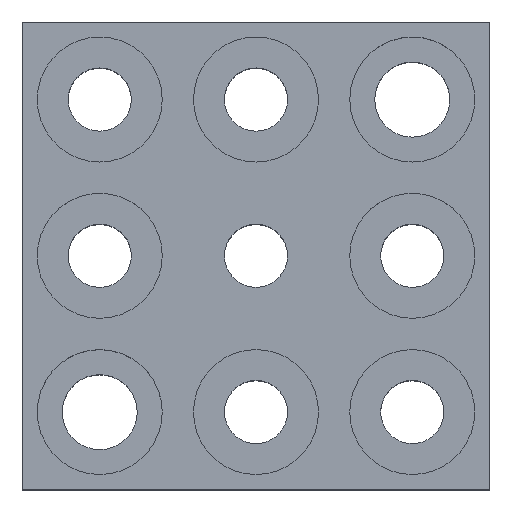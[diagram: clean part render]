
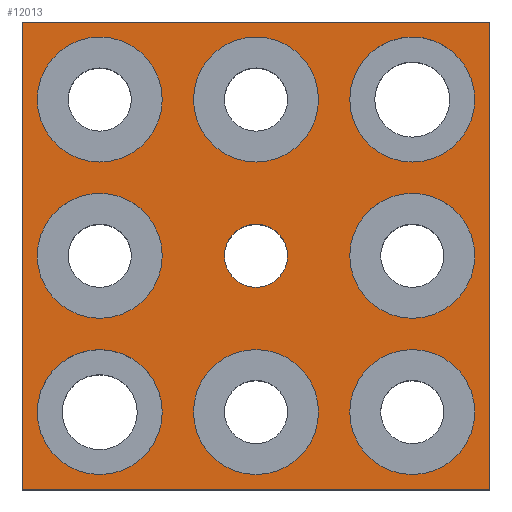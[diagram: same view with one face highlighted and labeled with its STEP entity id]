
A CAD part, top view. The second image highlights one B-rep face of the part: STEP entity #12013.
In plain terms, the highlighted planar face has unit normal (0, 0, 1).
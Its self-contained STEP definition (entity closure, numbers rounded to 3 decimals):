
#5261=EDGE_CURVE('',#13115,#7103,#15730,.T.);
#5377=VERTEX_POINT('',#15862);
#5925=VERTEX_POINT('',#16485);
#6169=EDGE_CURVE('',#5925,#5377,#16769,.T.);
#6173=EDGE_CURVE('',#8649,#7503,#16773,.T.);
#6301=VERTEX_POINT('',#16911);
#6373=VERTEX_POINT('',#16994);
#6491=EDGE_CURVE('',#13529,#9121,#17131,.T.);
#6931=EDGE_CURVE('',#9417,#12583,#17617,.T.);
#7103=VERTEX_POINT('',#17815);
#7483=EDGE_CURVE('',#8443,#13737,#18242,.T.);
#7503=VERTEX_POINT('',#18264);
#7795=EDGE_CURVE('',#9121,#13529,#18594,.T.);
#8129=VERTEX_POINT('',#18969);
#8443=VERTEX_POINT('',#19321);
#8597=EDGE_CURVE('',#13737,#8443,#19497,.T.);
#8649=VERTEX_POINT('',#19555);
#8907=VERTEX_POINT('',#19848);
#9011=EDGE_CURVE('',#12583,#13405,#19967,.T.);
#9121=VERTEX_POINT('',#20089);
#9407=EDGE_CURVE('',#10245,#6373,#20415,.T.);
#9417=VERTEX_POINT('',#20425);
#9939=EDGE_CURVE('',#15439,#9417,#21012,.T.);
#10129=EDGE_CURVE('',#8129,#11219,#21223,.T.);
#10245=VERTEX_POINT('',#21353);
#10349=EDGE_CURVE('',#5377,#5925,#21469,.T.);
#11043=EDGE_CURVE('',#14189,#12427,#22253,.T.);
#11069=EDGE_CURVE('',#6301,#8907,#22281,.T.);
#11219=VERTEX_POINT('',#22453);
#11375=EDGE_CURVE('',#8907,#6301,#22628,.T.);
#11913=EDGE_CURVE('',#7503,#8649,#23230,.T.);
#11977=EDGE_CURVE('',#11219,#8129,#23299,.T.);
#12013=ADVANCED_FACE('',(#23339,#23340,#23341,#23342,#23343,#23344,#23345,#23346,#23347,#23348),#23349,.T.);
#12427=VERTEX_POINT('',#23813);
#12543=EDGE_CURVE('',#6373,#10245,#23944,.T.);
#12583=VERTEX_POINT('',#23992);
#13115=VERTEX_POINT('',#24591);
#13135=EDGE_CURVE('',#12427,#14189,#24612,.T.);
#13405=VERTEX_POINT('',#24912);
#13431=EDGE_CURVE('',#7103,#13115,#24941,.T.);
#13529=VERTEX_POINT('',#25051);
#13737=VERTEX_POINT('',#25294);
#13757=EDGE_CURVE('',#13405,#15439,#25315,.T.);
#14189=VERTEX_POINT('',#25802);
#15439=VERTEX_POINT('',#27200);
#15730=CIRCLE('',#27511,10.0);
#15862=CARTESIAN_POINT('',(40.0,50.0,40.0));
#16485=CARTESIAN_POINT('',(60.0,50.0,40.0));
#16769=CIRCLE('',#28819,10.0);
#16773=CIRCLE('',#28824,5.053);
#16911=CARTESIAN_POINT('',(35.0,50.0,40.0));
#16994=CARTESIAN_POINT('',(15.0,0.,40.0));
#17131=CIRCLE('',#29289,10.0);
#17617=LINE('',#29936,#29937);
#17815=CARTESIAN_POINT('',(-10.0,50.0,40.0));
#18242=CIRCLE('',#30735,10.0);
#18264=CARTESIAN_POINT('',(30.053,25.0,40.0));
#18594=CIRCLE('',#31188,10.0);
#18969=CARTESIAN_POINT('',(60.0,25.0,40.0));
#19321=CARTESIAN_POINT('',(60.0,0.,40.0));
#19497=CIRCLE('',#32386,10.0);
#19555=CARTESIAN_POINT('',(19.947,25.0,40.0));
#19848=CARTESIAN_POINT('',(15.0,50.0,40.0));
#19967=LINE('',#32970,#32971);
#20089=CARTESIAN_POINT('',(-10.0,0.,40.0));
#20415=CIRCLE('',#33553,10.0);
#20425=CARTESIAN_POINT('',(62.4,62.4,40.0));
#21012=LINE('',#34338,#34339);
#21223=CIRCLE('',#34615,10.0);
#21353=CARTESIAN_POINT('',(35.0,0.,40.0));
#21469=CIRCLE('',#34945,10.0);
#22253=CIRCLE('',#35945,10.0);
#22281=CIRCLE('',#35985,10.0);
#22453=CARTESIAN_POINT('',(40.0,25.0,40.0));
#22628=CIRCLE('',#36427,10.0);
#23230=CIRCLE('',#37206,5.053);
#23299=CIRCLE('',#37297,10.0);
#23339=FACE_BOUND('',#37347,.T.);
#23340=FACE_BOUND('',#37348,.T.);
#23341=FACE_BOUND('',#37349,.T.);
#23342=FACE_BOUND('',#37350,.T.);
#23343=FACE_BOUND('',#37351,.T.);
#23344=FACE_BOUND('',#37352,.T.);
#23345=FACE_BOUND('',#37353,.T.);
#23346=FACE_BOUND('',#37354,.T.);
#23347=FACE_BOUND('',#37355,.T.);
#23348=FACE_OUTER_BOUND('',#37356,.T.);
#23349=PLANE('',#37357);
#23813=CARTESIAN_POINT('',(10.0,25.0,40.0));
#23944=CIRCLE('',#38131,10.0);
#23992=CARTESIAN_POINT('',(62.4,-12.4,40.0));
#24591=CARTESIAN_POINT('',(10.0,50.0,40.0));
#24612=CIRCLE('',#38968,10.0);
#24912=CARTESIAN_POINT('',(-12.4,-12.4,40.0));
#24941=CIRCLE('',#39398,10.0);
#25051=CARTESIAN_POINT('',(10.0,0.,40.0));
#25294=CARTESIAN_POINT('',(40.0,0.0,40.0));
#25315=LINE('',#39874,#39875);
#25802=CARTESIAN_POINT('',(-10.0,25.0,40.0));
#27200=CARTESIAN_POINT('',(-12.4,62.4,40.0));
#27511=AXIS2_PLACEMENT_3D('',#42694,#42695,#42696);
#28819=AXIS2_PLACEMENT_3D('',#44266,#44267,#44268);
#28824=AXIS2_PLACEMENT_3D('',#44269,#44270,#44271);
#29289=AXIS2_PLACEMENT_3D('',#44765,#44766,#44767);
#29936=CARTESIAN_POINT('',(62.4,-12.4,40.0));
#29937=VECTOR('',#45396,1.0);
#30735=AXIS2_PLACEMENT_3D('',#46299,#46300,#46301);
#31188=AXIS2_PLACEMENT_3D('',#46806,#46807,#46808);
#32386=AXIS2_PLACEMENT_3D('',#48101,#48102,#48103);
#32970=CARTESIAN_POINT('',(-12.4,-12.4,40.0));
#32971=VECTOR('',#48791,1.0);
#33553=AXIS2_PLACEMENT_3D('',#49427,#49428,#49429);
#34338=CARTESIAN_POINT('',(62.4,62.4,40.0));
#34339=VECTOR('',#50255,1.0);
#34615=AXIS2_PLACEMENT_3D('',#50506,#50507,#50508);
#34945=AXIS2_PLACEMENT_3D('',#50858,#50859,#50860);
#35945=AXIS2_PLACEMENT_3D('',#51991,#51992,#51993);
#35985=AXIS2_PLACEMENT_3D('',#52033,#52034,#52035);
#36427=AXIS2_PLACEMENT_3D('',#52536,#52537,#52538);
#37206=AXIS2_PLACEMENT_3D('',#53379,#53380,#53381);
#37297=AXIS2_PLACEMENT_3D('',#53465,#53466,#53467);
#37347=EDGE_LOOP('',(#53521,#53522));
#37348=EDGE_LOOP('',(#53523,#53524));
#37349=EDGE_LOOP('',(#53525,#53526));
#37350=EDGE_LOOP('',(#53527,#53528));
#37351=EDGE_LOOP('',(#53529,#53530));
#37352=EDGE_LOOP('',(#53531,#53532));
#37353=EDGE_LOOP('',(#53533,#53534));
#37354=EDGE_LOOP('',(#53535,#53536));
#37355=EDGE_LOOP('',(#53537,#53538));
#37356=EDGE_LOOP('',(#53539,#53540,#53541,#53542));
#37357=AXIS2_PLACEMENT_3D('',#53543,#53544,#53545);
#38131=AXIS2_PLACEMENT_3D('',#54346,#54347,#54348);
#38968=AXIS2_PLACEMENT_3D('',#55248,#55249,#55250);
#39398=AXIS2_PLACEMENT_3D('',#55710,#55711,#55712);
#39874=CARTESIAN_POINT('',(-12.4,62.4,40.0));
#39875=VECTOR('',#56287,1.0);
#42694=CARTESIAN_POINT('',(0.0,50.0,40.0));
#42695=DIRECTION('',(0.0,0.0,-1.0));
#42696=DIRECTION('',(1.0,0.0,0.0));
#44266=CARTESIAN_POINT('',(50.0,50.0,40.0));
#44267=DIRECTION('',(0.0,0.0,-1.0));
#44268=DIRECTION('',(1.0,0.0,0.0));
#44269=CARTESIAN_POINT('',(25.0,25.0,40.0));
#44270=DIRECTION('',(0.0,0.0,-1.0));
#44271=DIRECTION('',(1.0,0.0,0.0));
#44765=CARTESIAN_POINT('',(0.0,0.,40.0));
#44766=DIRECTION('',(0.0,0.0,-1.0));
#44767=DIRECTION('',(1.0,0.0,0.0));
#45396=DIRECTION('',(0.0,-1.0,0.0));
#46299=CARTESIAN_POINT('',(50.0,0.0,40.0));
#46300=DIRECTION('',(0.0,0.0,-1.0));
#46301=DIRECTION('',(1.0,0.0,0.0));
#46806=CARTESIAN_POINT('',(0.0,0.,40.0));
#46807=DIRECTION('',(0.0,0.0,-1.0));
#46808=DIRECTION('',(1.0,0.0,0.0));
#48101=CARTESIAN_POINT('',(50.0,0.0,40.0));
#48102=DIRECTION('',(0.0,0.0,-1.0));
#48103=DIRECTION('',(1.0,0.0,0.0));
#48791=DIRECTION('',(-1.0,0.0,0.0));
#49427=CARTESIAN_POINT('',(25.0,0.,40.0));
#49428=DIRECTION('',(0.0,0.0,-1.0));
#49429=DIRECTION('',(1.0,0.0,0.0));
#50255=DIRECTION('',(1.0,0.0,0.0));
#50506=CARTESIAN_POINT('',(50.0,25.0,40.0));
#50507=DIRECTION('',(0.0,0.0,-1.0));
#50508=DIRECTION('',(1.0,0.0,0.0));
#50858=CARTESIAN_POINT('',(50.0,50.0,40.0));
#50859=DIRECTION('',(0.0,0.0,-1.0));
#50860=DIRECTION('',(1.0,0.0,0.0));
#51991=CARTESIAN_POINT('',(0.0,25.0,40.0));
#51992=DIRECTION('',(0.0,0.0,-1.0));
#51993=DIRECTION('',(1.0,0.0,0.0));
#52033=CARTESIAN_POINT('',(25.0,50.0,40.0));
#52034=DIRECTION('',(0.0,0.0,-1.0));
#52035=DIRECTION('',(1.0,0.0,0.0));
#52536=CARTESIAN_POINT('',(25.0,50.0,40.0));
#52537=DIRECTION('',(0.0,0.0,-1.0));
#52538=DIRECTION('',(1.0,0.0,0.0));
#53379=CARTESIAN_POINT('',(25.0,25.0,40.0));
#53380=DIRECTION('',(0.0,0.0,-1.0));
#53381=DIRECTION('',(1.0,0.0,0.0));
#53465=CARTESIAN_POINT('',(50.0,25.0,40.0));
#53466=DIRECTION('',(0.0,0.0,-1.0));
#53467=DIRECTION('',(1.0,0.0,0.0));
#53521=ORIENTED_EDGE('',*,*,#10349,.T.);
#53522=ORIENTED_EDGE('',*,*,#6169,.T.);
#53523=ORIENTED_EDGE('',*,*,#7795,.T.);
#53524=ORIENTED_EDGE('',*,*,#6491,.T.);
#53525=ORIENTED_EDGE('',*,*,#11375,.T.);
#53526=ORIENTED_EDGE('',*,*,#11069,.T.);
#53527=ORIENTED_EDGE('',*,*,#12543,.T.);
#53528=ORIENTED_EDGE('',*,*,#9407,.T.);
#53529=ORIENTED_EDGE('',*,*,#8597,.T.);
#53530=ORIENTED_EDGE('',*,*,#7483,.T.);
#53531=ORIENTED_EDGE('',*,*,#13431,.T.);
#53532=ORIENTED_EDGE('',*,*,#5261,.T.);
#53533=ORIENTED_EDGE('',*,*,#11043,.T.);
#53534=ORIENTED_EDGE('',*,*,#13135,.T.);
#53535=ORIENTED_EDGE('',*,*,#11977,.T.);
#53536=ORIENTED_EDGE('',*,*,#10129,.T.);
#53537=ORIENTED_EDGE('',*,*,#6173,.T.);
#53538=ORIENTED_EDGE('',*,*,#11913,.T.);
#53539=ORIENTED_EDGE('',*,*,#9011,.F.);
#53540=ORIENTED_EDGE('',*,*,#6931,.F.);
#53541=ORIENTED_EDGE('',*,*,#9939,.F.);
#53542=ORIENTED_EDGE('',*,*,#13757,.F.);
#53543=CARTESIAN_POINT('',(25.0,25.0,40.0));
#53544=DIRECTION('',(0.0,0.0,1.0));
#53545=DIRECTION('',(1.0,0.0,0.0));
#54346=CARTESIAN_POINT('',(25.0,0.,40.0));
#54347=DIRECTION('',(0.0,0.0,-1.0));
#54348=DIRECTION('',(1.0,0.0,0.0));
#55248=CARTESIAN_POINT('',(0.0,25.0,40.0));
#55249=DIRECTION('',(0.0,0.0,-1.0));
#55250=DIRECTION('',(1.0,0.0,0.0));
#55710=CARTESIAN_POINT('',(0.0,50.0,40.0));
#55711=DIRECTION('',(0.0,0.0,-1.0));
#55712=DIRECTION('',(1.0,0.0,0.0));
#56287=DIRECTION('',(0.0,1.0,0.0));
